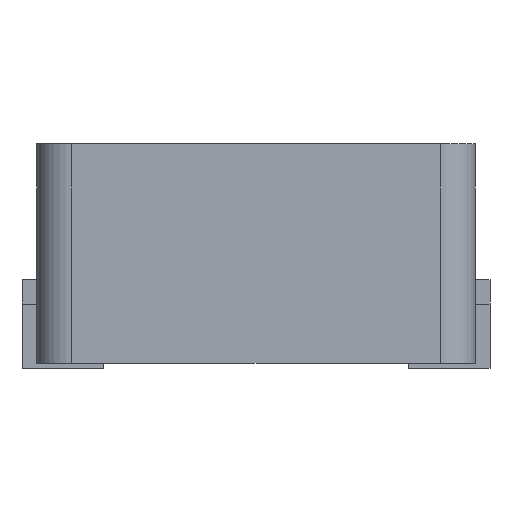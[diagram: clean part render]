
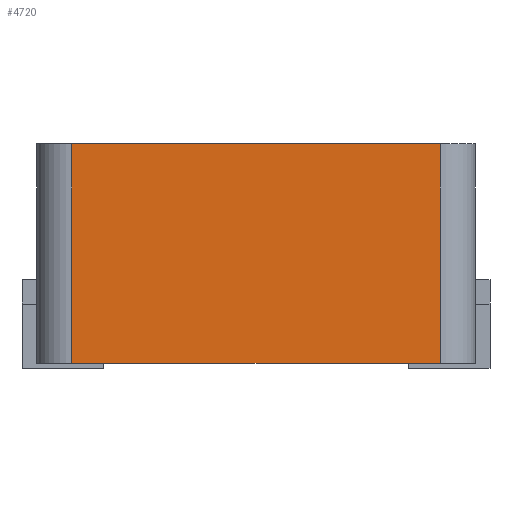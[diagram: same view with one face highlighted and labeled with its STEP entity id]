
A CAD part, front view. The second image highlights one B-rep face of the part: STEP entity #4720.
In plain terms, the highlighted face is planar.
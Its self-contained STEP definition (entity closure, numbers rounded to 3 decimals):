
#1112=ORIENTED_EDGE('',*,*,#1800,.F.);
#1113=ORIENTED_EDGE('',*,*,#1801,.F.);
#1114=ORIENTED_EDGE('',*,*,#1802,.T.);
#1115=ORIENTED_EDGE('',*,*,#1803,.T.);
#1800=EDGE_CURVE('',#2149,#2150,#2374,.T.);
#1801=EDGE_CURVE('',#2151,#2149,#2375,.T.);
#1802=EDGE_CURVE('',#2151,#2152,#2376,.T.);
#1803=EDGE_CURVE('',#2152,#2150,#2377,.T.);
#2149=VERTEX_POINT('',#7922);
#2150=VERTEX_POINT('',#7923);
#2151=VERTEX_POINT('',#7925);
#2152=VERTEX_POINT('',#7927);
#2374=LINE('',#7921,#2603);
#2375=LINE('',#7924,#2604);
#2376=LINE('',#7926,#2605);
#2377=LINE('',#7928,#2606);
#2603=VECTOR('',#5430,1000.);
#2604=VECTOR('',#5431,1000.);
#2605=VECTOR('',#5432,1000.);
#2606=VECTOR('',#5433,1000.);
#2811=EDGE_LOOP('',(#1112,#1113,#1114,#1115));
#3027=FACE_BOUND('',#2811,.T.);
#3201=PLANE('',#4891);
#4720=ADVANCED_FACE('',(#3027),#3201,.T.);
#4891=AXIS2_PLACEMENT_3D('',#7920,#5428,#5429);
#5428=DIRECTION('',(1.,0.,0.));
#5429=DIRECTION('',(0.,1.,0.));
#5430=DIRECTION('',(0.,-1.,0.));
#5431=DIRECTION('',(0.,0.,-1.));
#5432=DIRECTION('',(0.,-1.,0.));
#5433=DIRECTION('',(0.,0.,-1.));
#7920=CARTESIAN_POINT('',(6.3,5.3,3.15));
#7921=CARTESIAN_POINT('',(6.3,5.3,-3.15));
#7922=CARTESIAN_POINT('',(6.3,5.3,-3.15));
#7923=CARTESIAN_POINT('',(6.3,-5.3,-3.15));
#7924=CARTESIAN_POINT('',(6.3,5.3,3.15));
#7925=CARTESIAN_POINT('',(6.3,5.3,3.15));
#7926=CARTESIAN_POINT('',(6.3,5.3,3.15));
#7927=CARTESIAN_POINT('',(6.3,-5.3,3.15));
#7928=CARTESIAN_POINT('',(6.3,-5.3,3.15));
